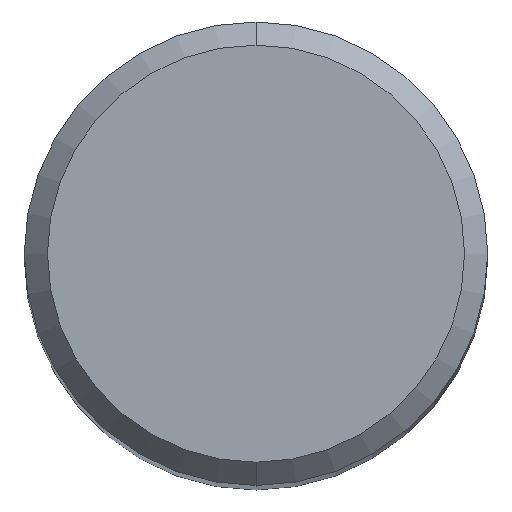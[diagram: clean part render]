
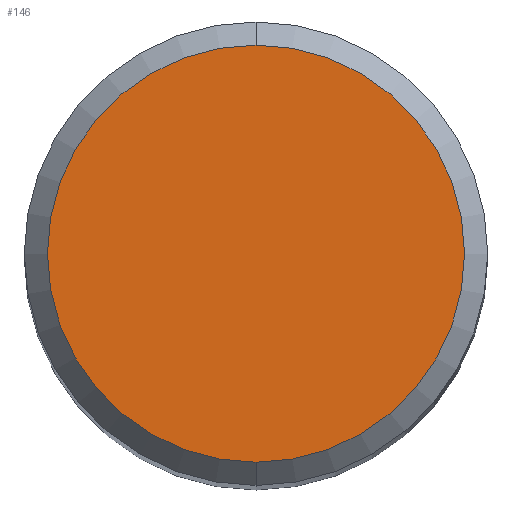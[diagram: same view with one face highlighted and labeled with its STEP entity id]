
A CAD part, top view. The second image highlights one B-rep face of the part: STEP entity #146.
In plain terms, the highlighted planar face has unit normal (0, 0, 1).
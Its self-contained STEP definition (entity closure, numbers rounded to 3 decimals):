
#132=VERTEX_POINT('',#281);
#146=ADVANCED_FACE('',(#296),#297,.T.);
#168=EDGE_CURVE('',#206,#132,#321,.T.);
#206=VERTEX_POINT('',#366);
#218=EDGE_CURVE('',#132,#206,#380,.T.);
#281=CARTESIAN_POINT('',(0.,-5.4,0.0));
#296=FACE_OUTER_BOUND('',#467,.T.);
#297=PLANE('',#468);
#321=CIRCLE('',#501,5.4);
#366=CARTESIAN_POINT('',(0.0,5.4,0.0));
#380=CIRCLE('',#570,5.4);
#467=EDGE_LOOP('',(#641,#642));
#468=AXIS2_PLACEMENT_3D('',#643,#644,#645);
#501=AXIS2_PLACEMENT_3D('',#668,#669,#670);
#570=AXIS2_PLACEMENT_3D('',#754,#755,#756);
#641=ORIENTED_EDGE('',*,*,#168,.F.);
#642=ORIENTED_EDGE('',*,*,#218,.F.);
#643=CARTESIAN_POINT('',(0.0,2.7,0.0));
#644=DIRECTION('',(-0.0,0.0,1.0));
#645=DIRECTION('',(0.0,-1.0,0.0));
#668=CARTESIAN_POINT('',(0.0,0.0,0.0));
#669=DIRECTION('',(0.0,0.0,-1.0));
#670=DIRECTION('',(0.0,1.0,0.0));
#754=CARTESIAN_POINT('',(0.0,0.0,0.0));
#755=DIRECTION('',(0.0,0.0,-1.0));
#756=DIRECTION('',(0.0,1.0,0.0));
